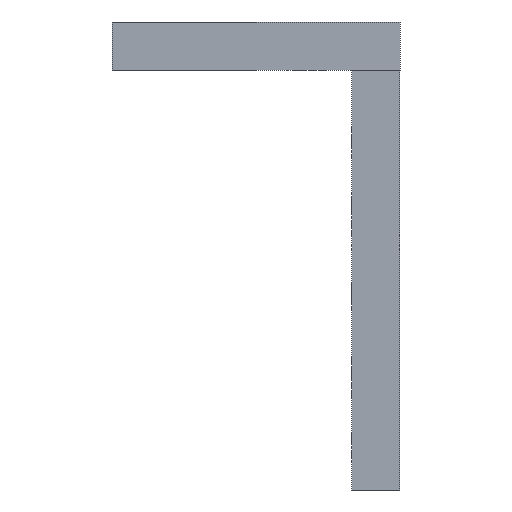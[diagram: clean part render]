
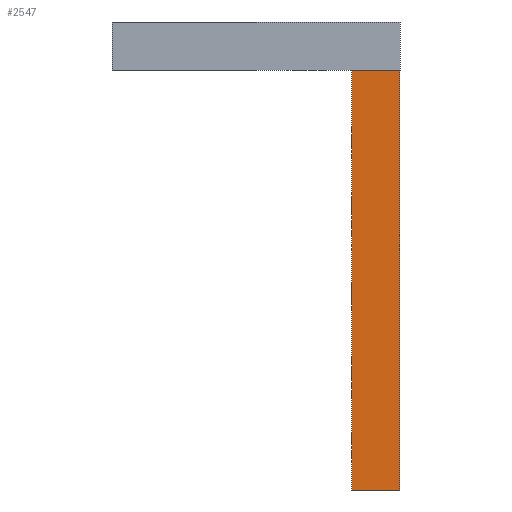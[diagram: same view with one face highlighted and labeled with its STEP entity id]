
A CAD part, front view. The second image highlights one B-rep face of the part: STEP entity #2547.
In plain terms, the highlighted planar face has unit normal (0, -1, 0).
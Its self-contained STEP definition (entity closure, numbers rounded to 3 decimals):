
#137 = EDGE_CURVE ( 'NONE', #3013, #402, #1457, .T. ) ;
#374 = VECTOR ( 'NONE', #2129, 1000. ) ;
#402 = VERTEX_POINT ( 'NONE', #3513 ) ;
#469 = AXIS2_PLACEMENT_3D ( 'NONE', #1947, #1338, #1051 ) ;
#495 = DIRECTION ( 'NONE',  ( 0., 0., -1. ) ) ;
#533 = ORIENTED_EDGE ( 'NONE', *, *, #137, .T. ) ;
#546 = VERTEX_POINT ( 'NONE', #2446 ) ;
#707 = EDGE_CURVE ( 'NONE', #546, #3013, #1856, .T. ) ;
#737 = FACE_OUTER_BOUND ( 'NONE', #1938, .T. ) ;
#819 = DIRECTION ( 'NONE',  ( 1., 0., 0. ) ) ;
#883 = CARTESIAN_POINT ( 'NONE',  ( 109.63, 145.537, 8. ) ) ;
#916 = CARTESIAN_POINT ( 'NONE',  ( 39.63, 145.537, 8. ) ) ;
#1030 = CARTESIAN_POINT ( 'NONE',  ( 39.63, 145.537, 8. ) ) ;
#1051 = DIRECTION ( 'NONE',  ( 0., 0., 1. ) ) ;
#1160 = ORIENTED_EDGE ( 'NONE', *, *, #2400, .F. ) ;
#1338 = DIRECTION ( 'NONE',  ( 0., 1., 0. ) ) ;
#1457 = LINE ( 'NONE', #2797, #2795 ) ;
#1484 = DIRECTION ( 'NONE',  ( 1., 0., 0. ) ) ;
#1654 = PLANE ( 'NONE',  #469 ) ;
#1729 = EDGE_CURVE ( 'NONE', #546, #3015, #2875, .T. ) ;
#1761 = LINE ( 'NONE', #883, #3170 ) ;
#1856 = LINE ( 'NONE', #1030, #374 ) ;
#1938 = EDGE_LOOP ( 'NONE', ( #533, #1160, #2908, #2806 ) ) ;
#1947 = CARTESIAN_POINT ( 'NONE',  ( 39.63, 145.537, 8. ) ) ;
#2004 = CARTESIAN_POINT ( 'NONE',  ( 39.63, 145.537, 0. ) ) ;
#2118 = VECTOR ( 'NONE', #1484, 1000. ) ;
#2129 = DIRECTION ( 'NONE',  ( 0., 0., -1. ) ) ;
#2338 = CARTESIAN_POINT ( 'NONE',  ( 109.63, 145.537, 8. ) ) ;
#2400 = EDGE_CURVE ( 'NONE', #3015, #402, #1761, .T. ) ;
#2446 = CARTESIAN_POINT ( 'NONE',  ( 39.63, 145.537, 8. ) ) ;
#2547 = ADVANCED_FACE ( 'NONE', ( #737 ), #1654, .F. ) ;
#2795 = VECTOR ( 'NONE', #819, 1000. ) ;
#2797 = CARTESIAN_POINT ( 'NONE',  ( 39.63, 145.537, 0. ) ) ;
#2806 = ORIENTED_EDGE ( 'NONE', *, *, #707, .T. ) ;
#2875 = LINE ( 'NONE', #916, #2118 ) ;
#2908 = ORIENTED_EDGE ( 'NONE', *, *, #1729, .F. ) ;
#3013 = VERTEX_POINT ( 'NONE', #2004 ) ;
#3015 = VERTEX_POINT ( 'NONE', #2338 ) ;
#3170 = VECTOR ( 'NONE', #495, 1000. ) ;
#3513 = CARTESIAN_POINT ( 'NONE',  ( 109.63, 145.537, 0. ) ) ;
